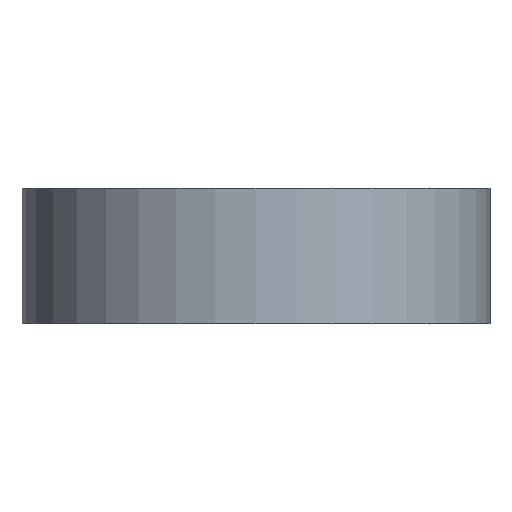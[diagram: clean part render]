
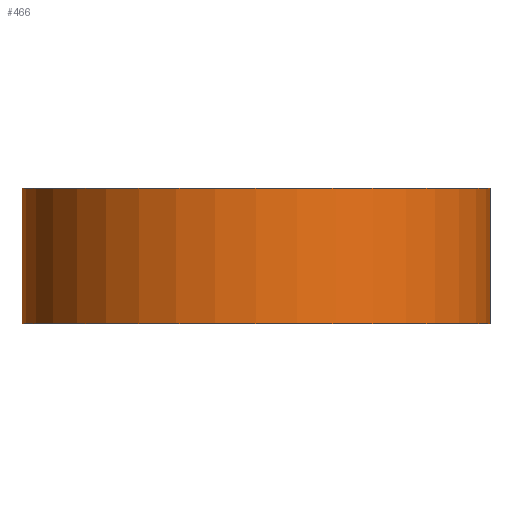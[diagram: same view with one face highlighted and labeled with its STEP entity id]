
A CAD part, front view. The second image highlights one B-rep face of the part: STEP entity #466.
In plain terms, the highlighted cylindrical face has radius 27.407 mm (diameter 54.813 mm), a partial arc.
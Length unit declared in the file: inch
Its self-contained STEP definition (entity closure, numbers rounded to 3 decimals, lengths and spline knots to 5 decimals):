
#6 = DIRECTION ( 'NONE',  ( -1., 0., 0. ) ) ;
#14 = CARTESIAN_POINT ( 'NONE',  ( 1.031, -2.531, 0.3125 ) ) ;
#26 = CARTESIAN_POINT ( 'NONE',  ( 1.031, -1.452, 0.3125 ) ) ;
#34 = ORIENTED_EDGE ( 'NONE', *, *, #41, .F. ) ;
#36 = CARTESIAN_POINT ( 'NONE',  ( 1.031, -2.531, 0.3125 ) ) ;
#41 = EDGE_CURVE ( 'NONE', #193, #214, #527, .T. ) ;
#80 = DIRECTION ( 'NONE',  ( 0., 0., -1. ) ) ;
#84 = DIRECTION ( 'NONE',  ( 0., 0., -1. ) ) ;
#99 = VERTEX_POINT ( 'NONE', #479 ) ;
#105 = AXIS2_PLACEMENT_3D ( 'NONE', #14, #84, #556 ) ;
#108 = CARTESIAN_POINT ( 'NONE',  ( 1.031, -1.452, 0.3125 ) ) ;
#135 = CARTESIAN_POINT ( 'NONE',  ( 1.031, -2.531, -0.3125 ) ) ;
#138 = CARTESIAN_POINT ( 'NONE',  ( -0.048, -2.531, 0.3125 ) ) ;
#142 = DIRECTION ( 'NONE',  ( 0., 0., -1. ) ) ;
#154 = VECTOR ( 'NONE', #352, 39.37008 ) ;
#168 = DIRECTION ( 'NONE',  ( 1., 0., 0. ) ) ;
#191 = ORIENTED_EDGE ( 'NONE', *, *, #365, .T. ) ;
#193 = VERTEX_POINT ( 'NONE', #26 ) ;
#210 = VERTEX_POINT ( 'NONE', #435 ) ;
#214 = VERTEX_POINT ( 'NONE', #355 ) ;
#219 = CIRCLE ( 'NONE', #304, 1.079 ) ;
#277 = CIRCLE ( 'NONE', #105, 1.079 ) ;
#284 = DIRECTION ( 'NONE',  ( 0., 0., -1. ) ) ;
#298 = CYLINDRICAL_SURFACE ( 'NONE', #427, 1.079 ) ;
#304 = AXIS2_PLACEMENT_3D ( 'NONE', #135, #142, #168 ) ;
#311 = LINE ( 'NONE', #138, #317 ) ;
#317 = VECTOR ( 'NONE', #284, 39.37008 ) ;
#329 = FACE_OUTER_BOUND ( 'NONE', #439, .T. ) ;
#352 = DIRECTION ( 'NONE',  ( 0., 0., -1. ) ) ;
#355 = CARTESIAN_POINT ( 'NONE',  ( 1.031, -1.452, -0.3125 ) ) ;
#365 = EDGE_CURVE ( 'NONE', #193, #210, #277, .T. ) ;
#377 = EDGE_CURVE ( 'NONE', #210, #99, #311, .T. ) ;
#413 = ORIENTED_EDGE ( 'NONE', *, *, #377, .T. ) ;
#426 = ORIENTED_EDGE ( 'NONE', *, *, #477, .F. ) ;
#427 = AXIS2_PLACEMENT_3D ( 'NONE', #36, #80, #6 ) ;
#435 = CARTESIAN_POINT ( 'NONE',  ( -0.048, -2.531, 0.3125 ) ) ;
#439 = EDGE_LOOP ( 'NONE', ( #426, #34, #191, #413 ) ) ;
#466 = ADVANCED_FACE ( 'NONE', ( #329 ), #298, .T. ) ;
#477 = EDGE_CURVE ( 'NONE', #214, #99, #219, .T. ) ;
#479 = CARTESIAN_POINT ( 'NONE',  ( -0.048, -2.531, -0.3125 ) ) ;
#527 = LINE ( 'NONE', #108, #154 ) ;
#556 = DIRECTION ( 'NONE',  ( 1., 0., 0. ) ) ;
